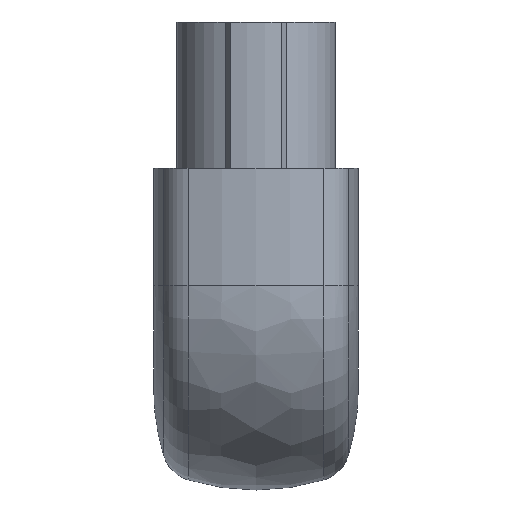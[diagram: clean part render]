
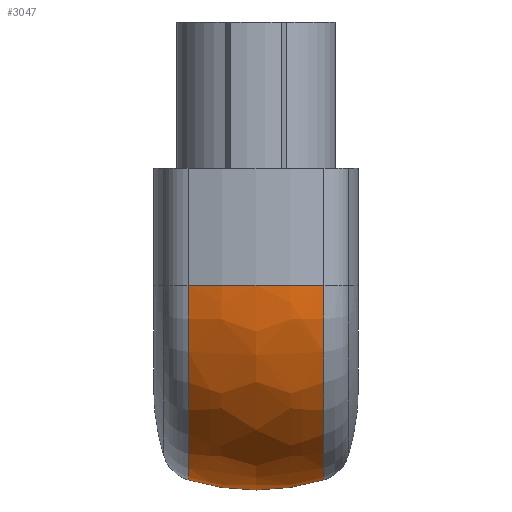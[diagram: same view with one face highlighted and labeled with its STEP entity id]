
A CAD part, left-side view. The second image highlights one B-rep face of the part: STEP entity #3047.
In plain terms, the highlighted free-form (B-spline) face has degree [2, 2] with [3, 3] control points.
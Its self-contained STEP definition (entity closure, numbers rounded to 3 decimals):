
#90=(
BOUNDED_SURFACE()
B_SPLINE_SURFACE(2,2,((#4919,#4920,#4921),(#4922,#4923,#4924),(#4925,#4926,
#4927)),.UNSPECIFIED.,.F.,.F.,.F.)
B_SPLINE_SURFACE_WITH_KNOTS((3,3),(3,3),(-0.294,0.294),
(-3.142,-1.571),.UNSPECIFIED.)
GEOMETRIC_REPRESENTATION_ITEM()
RATIONAL_B_SPLINE_SURFACE(((1.,0.707,1.),(0.957,
0.677,0.957),(1.,0.707,1.)))
REPRESENTATION_ITEM('')
SURFACE()
);
#245=FACE_OUTER_BOUND('',#434,.T.);
#434=EDGE_LOOP('',(#2217,#2218,#2219,#2220));
#652=CIRCLE('',#3282,26.624);
#654=CIRCLE('',#3286,32.);
#657=CIRCLE('',#3291,26.624);
#658=CIRCLE('',#3292,32.);
#1330=VERTEX_POINT('',#4900);
#1331=VERTEX_POINT('',#4904);
#1332=VERTEX_POINT('',#4910);
#1333=VERTEX_POINT('',#4916);
#1660=EDGE_CURVE('',#1330,#1331,#652,.T.);
#1663=EDGE_CURVE('',#1332,#1331,#654,.T.);
#1667=EDGE_CURVE('',#1333,#1332,#657,.T.);
#1668=EDGE_CURVE('',#1333,#1330,#658,.T.);
#2217=ORIENTED_EDGE('',*,*,#1668,.F.);
#2218=ORIENTED_EDGE('',*,*,#1667,.T.);
#2219=ORIENTED_EDGE('',*,*,#1663,.T.);
#2220=ORIENTED_EDGE('',*,*,#1660,.F.);
#3047=ADVANCED_FACE('',(#245),#90,.F.);
#3282=AXIS2_PLACEMENT_3D('',#4905,#3757,#3758);
#3286=AXIS2_PLACEMENT_3D('',#4911,#3766,#3767);
#3291=AXIS2_PLACEMENT_3D('',#4918,#3777,#3778);
#3292=AXIS2_PLACEMENT_3D('',#4928,#3779,#3780);
#3757=DIRECTION('center_axis',(0.,1.,0.));
#3758=DIRECTION('ref_axis',(0.,0.,-1.));
#3766=DIRECTION('center_axis',(0.,0.,-1.));
#3767=DIRECTION('ref_axis',(-0.957,-0.29,0.));
#3777=DIRECTION('center_axis',(0.,1.,0.));
#3778=DIRECTION('ref_axis',(0.,0.,-1.));
#3779=DIRECTION('center_axis',(1.,0.,0.));
#3780=DIRECTION('ref_axis',(0.,-0.29,-0.957));
#4900=CARTESIAN_POINT('',(14.,9.284,-12.624));
#4904=CARTESIAN_POINT('',(-12.624,9.284,14.));
#4905=CARTESIAN_POINT('Origin',(14.,9.284,14.));
#4910=CARTESIAN_POINT('',(-12.624,-9.284,14.));
#4911=CARTESIAN_POINT('Origin',(18.,0.,14.));
#4916=CARTESIAN_POINT('',(14.,-9.284,-12.624));
#4918=CARTESIAN_POINT('Origin',(14.,-9.284,14.));
#4919=CARTESIAN_POINT('Ctrl Pts',(-12.624,9.284,14.));
#4920=CARTESIAN_POINT('Ctrl Pts',(-12.624,9.284,-12.624));
#4921=CARTESIAN_POINT('Ctrl Pts',(14.,9.284,-12.624));
#4922=CARTESIAN_POINT('Ctrl Pts',(-15.438,0.,
14.));
#4923=CARTESIAN_POINT('Ctrl Pts',(-15.438,0.,
-15.438));
#4924=CARTESIAN_POINT('Ctrl Pts',(14.,0.,-15.438));
#4925=CARTESIAN_POINT('Ctrl Pts',(-12.624,-9.284,14.));
#4926=CARTESIAN_POINT('Ctrl Pts',(-12.624,-9.284,-12.624));
#4927=CARTESIAN_POINT('Ctrl Pts',(14.,-9.284,-12.624));
#4928=CARTESIAN_POINT('Origin',(14.,0.,18.));
